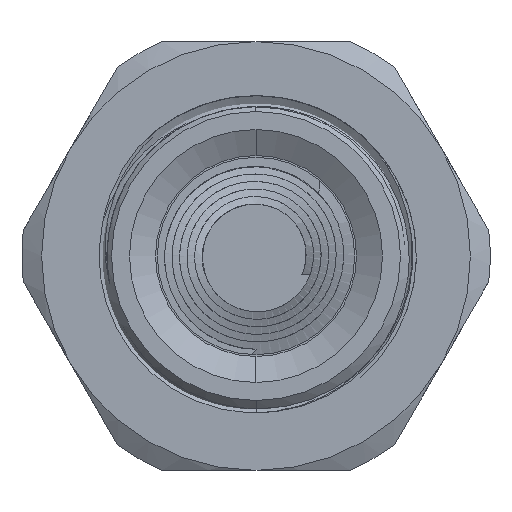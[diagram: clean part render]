
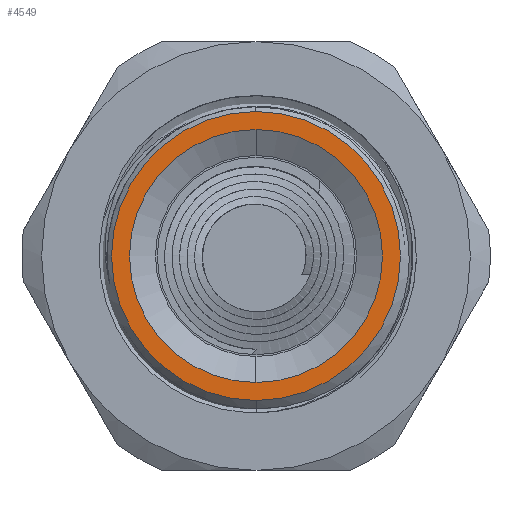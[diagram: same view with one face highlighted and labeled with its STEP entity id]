
A CAD part, front view. The second image highlights one B-rep face of the part: STEP entity #4549.
In plain terms, the highlighted planar face has unit normal (0, -1, 0).
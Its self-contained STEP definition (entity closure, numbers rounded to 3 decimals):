
#410 = CIRCLE ( 'NONE', #15728, 8.05 ) ;
#445 = DIRECTION ( 'NONE',  ( 0., -1., 0. ) ) ;
#1150 = CARTESIAN_POINT ( 'NONE',  ( 0., 0., -7.05 ) ) ;
#1863 = FACE_OUTER_BOUND ( 'NONE', #26241, .T. ) ;
#4549 = ADVANCED_FACE ( 'NONE', ( #15029, #1863 ), #12296, .T. ) ;
#5399 = DIRECTION ( 'NONE',  ( 0., -1., 0. ) ) ;
#6192 = ORIENTED_EDGE ( 'NONE', *, *, #21291, .F. ) ;
#7294 = CARTESIAN_POINT ( 'NONE',  ( 0., 0., 7.05 ) ) ;
#7296 = EDGE_CURVE ( 'NONE', #29314, #21104, #15246, .T. ) ;
#7598 = DIRECTION ( 'NONE',  ( 0., -1., 0. ) ) ;
#7771 = DIRECTION ( 'NONE',  ( 0., 0., -1. ) ) ;
#7782 = CARTESIAN_POINT ( 'NONE',  ( 0., 0., 0. ) ) ;
#7806 = CIRCLE ( 'NONE', #14368, 8.05 ) ;
#8139 = CARTESIAN_POINT ( 'NONE',  ( 0., 0., 0. ) ) ;
#9761 = AXIS2_PLACEMENT_3D ( 'NONE', #21830, #26764, #24211 ) ;
#10721 = DIRECTION ( 'NONE',  ( 0., 0., -1. ) ) ;
#10811 = EDGE_CURVE ( 'NONE', #31123, #26847, #410, .T. ) ;
#12296 = PLANE ( 'NONE',  #24837 ) ;
#12787 = ORIENTED_EDGE ( 'NONE', *, *, #33041, .T. ) ;
#14368 = AXIS2_PLACEMENT_3D ( 'NONE', #8139, #445, #18397 ) ;
#15029 = FACE_BOUND ( 'NONE', #20511, .T. ) ;
#15246 = CIRCLE ( 'NONE', #9761, 7.05 ) ;
#15728 = AXIS2_PLACEMENT_3D ( 'NONE', #18018, #7598, #7771 ) ;
#18018 = CARTESIAN_POINT ( 'NONE',  ( 0., 0., 0. ) ) ;
#18397 = DIRECTION ( 'NONE',  ( 0., 0., -1. ) ) ;
#19263 = ORIENTED_EDGE ( 'NONE', *, *, #7296, .F. ) ;
#19275 = AXIS2_PLACEMENT_3D ( 'NONE', #7782, #5399, #33312 ) ;
#20448 = DIRECTION ( 'NONE',  ( 0., -1., 0. ) ) ;
#20511 = EDGE_LOOP ( 'NONE', ( #6192, #19263 ) ) ;
#21104 = VERTEX_POINT ( 'NONE', #1150 ) ;
#21291 = EDGE_CURVE ( 'NONE', #21104, #29314, #22527, .T. ) ;
#21444 = CARTESIAN_POINT ( 'NONE',  ( 0., 0., 8.05 ) ) ;
#21830 = CARTESIAN_POINT ( 'NONE',  ( 0., 0., 0. ) ) ;
#22527 = CIRCLE ( 'NONE', #19275, 7.05 ) ;
#24211 = DIRECTION ( 'NONE',  ( 0., 0., -1. ) ) ;
#24837 = AXIS2_PLACEMENT_3D ( 'NONE', #33531, #20448, #10721 ) ;
#26241 = EDGE_LOOP ( 'NONE', ( #12787, #33177 ) ) ;
#26764 = DIRECTION ( 'NONE',  ( 0., -1., 0. ) ) ;
#26847 = VERTEX_POINT ( 'NONE', #28945 ) ;
#28945 = CARTESIAN_POINT ( 'NONE',  ( 0., 0., -8.05 ) ) ;
#29314 = VERTEX_POINT ( 'NONE', #7294 ) ;
#31123 = VERTEX_POINT ( 'NONE', #21444 ) ;
#33041 = EDGE_CURVE ( 'NONE', #26847, #31123, #7806, .T. ) ;
#33177 = ORIENTED_EDGE ( 'NONE', *, *, #10811, .T. ) ;
#33312 = DIRECTION ( 'NONE',  ( 0., 0., -1. ) ) ;
#33531 = CARTESIAN_POINT ( 'NONE',  ( 8.05, 0., 0. ) ) ;
